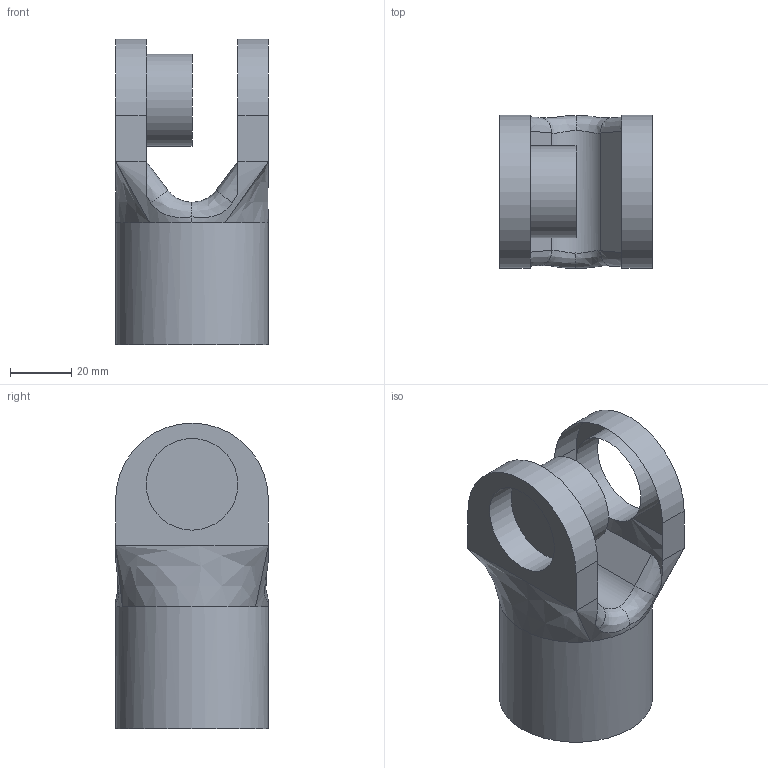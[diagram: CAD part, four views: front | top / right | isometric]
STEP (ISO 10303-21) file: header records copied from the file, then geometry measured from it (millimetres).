
FILE_DESCRIPTION(/* description */ (''),/* implementation_level */ '2;1');
FILE_NAME(/* name */ 'Shoulder.step',/* time_stamp */ '2021-11-25T23:28:11+09:00',/* author */ (''),/* organization */ (''),/* preprocessor_version */ 'ST-DEVELOPER v18.1',/* originating_system */ 'Autodesk Translation Framework v10.10.0.1391',/* authorisation */ '');
FILE_SCHEMA (('AUTOMOTIVE_DESIGN { 1 0 10303 214 3 1 1 }'));
Length unit declared in the file: millimetre
Products named in the file (1): RotateBase
Bounding box: 50 x 50 x 100 mm (x, y, z)
Volume: 140795.9 mm3; surface area: 24209.5 mm2
Topology: 2 solids, 2 shells, 34 faces, 86 edges, 56 vertices
Faces by surface type: bspline 14, plane 13, cylinder 7
Full cylindrical faces by diameter (mm): 30 x3, 50 x1
Entity records: 1527 total; most frequent: CARTESIAN_POINT 740, ORIENTED_EDGE 172, DIRECTION 120, EDGE_CURVE 86, VERTEX_POINT 56, AXIS2_PLACEMENT_3D 44, EDGE_LOOP 38, FACE_OUTER_BOUND 34
